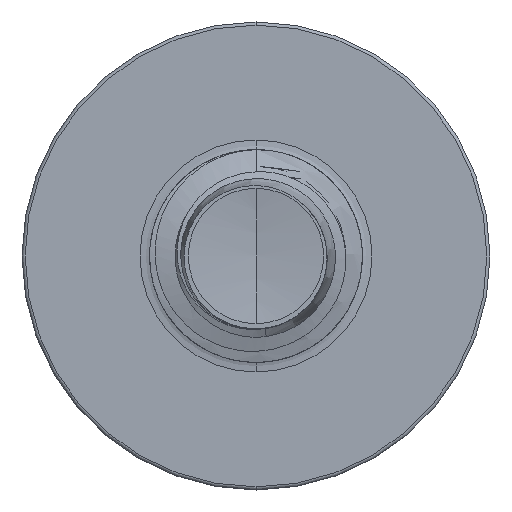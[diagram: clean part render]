
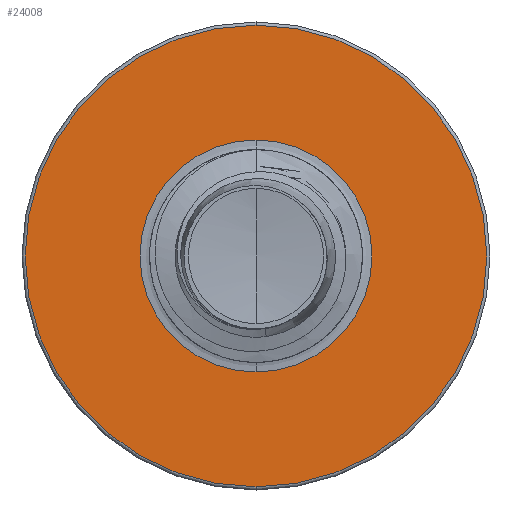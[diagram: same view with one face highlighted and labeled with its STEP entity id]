
A CAD part, front view. The second image highlights one B-rep face of the part: STEP entity #24008.
In plain terms, the highlighted planar face has unit normal (0, -1, 0).
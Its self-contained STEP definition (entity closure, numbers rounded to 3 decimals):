
#37 = PLANE ( 'NONE',  #10360 ) ;
#1442 = DIRECTION ( 'NONE',  ( 0., 0., 1. ) ) ;
#3017 = DIRECTION ( 'NONE',  ( 0., 0., 1. ) ) ;
#5789 = ORIENTED_EDGE ( 'NONE', *, *, #17098, .T. ) ;
#5992 = ORIENTED_EDGE ( 'NONE', *, *, #28837, .F. ) ;
#6160 = AXIS2_PLACEMENT_3D ( 'NONE', #32343, #18503, #1442 ) ;
#7670 = DIRECTION ( 'NONE',  ( 0., 0., 1. ) ) ;
#7692 = CARTESIAN_POINT ( 'NONE',  ( 0., 12.5, 2.713 ) ) ;
#7709 = DIRECTION ( 'NONE',  ( 0., 1., 0. ) ) ;
#7715 = CARTESIAN_POINT ( 'NONE',  ( 0., 12.5, 0. ) ) ;
#8432 = CARTESIAN_POINT ( 'NONE',  ( 0., 12.5, 0. ) ) ;
#10360 = AXIS2_PLACEMENT_3D ( 'NONE', #22112, #19855, #3017 ) ;
#11317 = DIRECTION ( 'NONE',  ( 0., 0., 1. ) ) ;
#11397 = VERTEX_POINT ( 'NONE', #32008 ) ;
#12066 = CIRCLE ( 'NONE', #22121, 2.713 ) ;
#12157 = DIRECTION ( 'NONE',  ( 0., 0., 1. ) ) ;
#12200 = DIRECTION ( 'NONE',  ( 0., 1., 0. ) ) ;
#12226 = CARTESIAN_POINT ( 'NONE',  ( 0., 12.5, 0. ) ) ;
#13414 = CIRCLE ( 'NONE', #6160, 2.713 ) ;
#15560 = CIRCLE ( 'NONE', #22065, 1.363 ) ;
#15996 = CARTESIAN_POINT ( 'NONE',  ( 0., 12.5, -2.712 ) ) ;
#17098 = EDGE_CURVE ( 'NONE', #11397, #23715, #15560, .T. ) ;
#17448 = AXIS2_PLACEMENT_3D ( 'NONE', #7715, #7709, #7670 ) ;
#18145 = VERTEX_POINT ( 'NONE', #7692 ) ;
#18503 = DIRECTION ( 'NONE',  ( 0., 1., 0. ) ) ;
#19855 = DIRECTION ( 'NONE',  ( 0., 1., 0. ) ) ;
#20230 = CARTESIAN_POINT ( 'NONE',  ( 0., 12.5, 1.363 ) ) ;
#20307 = EDGE_CURVE ( 'NONE', #23715, #11397, #26601, .T. ) ;
#21648 = EDGE_LOOP ( 'NONE', ( #26468, #5789 ) ) ;
#22065 = AXIS2_PLACEMENT_3D ( 'NONE', #12226, #12200, #12157 ) ;
#22112 = CARTESIAN_POINT ( 'NONE',  ( 0., 12.5, -1.363 ) ) ;
#22121 = AXIS2_PLACEMENT_3D ( 'NONE', #8432, #26511, #11317 ) ;
#22618 = FACE_BOUND ( 'NONE', #21648, .T. ) ;
#23715 = VERTEX_POINT ( 'NONE', #20230 ) ;
#24008 = ADVANCED_FACE ( 'NONE', ( #27844, #22618 ), #37, .F. ) ;
#26468 = ORIENTED_EDGE ( 'NONE', *, *, #20307, .T. ) ;
#26511 = DIRECTION ( 'NONE',  ( 0., 1., 0. ) ) ;
#26601 = CIRCLE ( 'NONE', #17448, 1.363 ) ;
#27424 = EDGE_CURVE ( 'NONE', #30475, #18145, #12066, .T. ) ;
#27844 = FACE_OUTER_BOUND ( 'NONE', #33031, .T. ) ;
#28837 = EDGE_CURVE ( 'NONE', #18145, #30475, #13414, .T. ) ;
#30475 = VERTEX_POINT ( 'NONE', #15996 ) ;
#32008 = CARTESIAN_POINT ( 'NONE',  ( 0., 12.5, -1.363 ) ) ;
#32343 = CARTESIAN_POINT ( 'NONE',  ( 0., 12.5, 0. ) ) ;
#32731 = ORIENTED_EDGE ( 'NONE', *, *, #27424, .F. ) ;
#33031 = EDGE_LOOP ( 'NONE', ( #5992, #32731 ) ) ;
